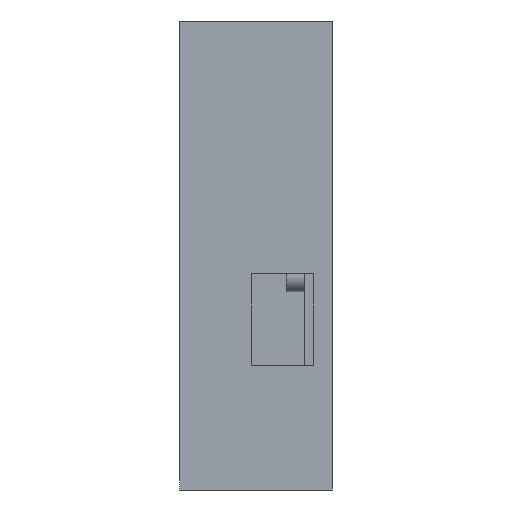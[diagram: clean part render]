
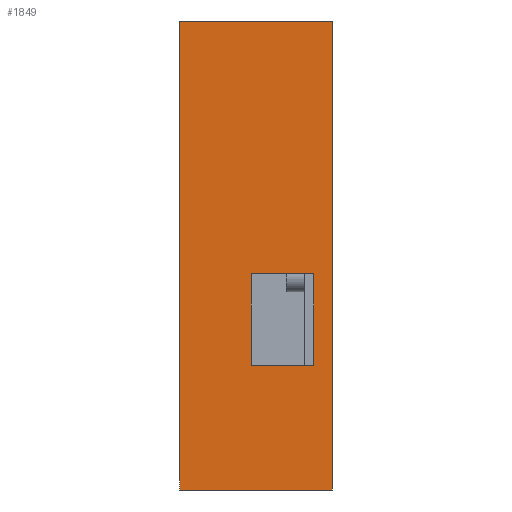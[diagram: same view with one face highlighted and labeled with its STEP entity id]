
A CAD part, left-side view. The second image highlights one B-rep face of the part: STEP entity #1849.
In plain terms, the highlighted planar face has unit normal (-1, 0, 0).
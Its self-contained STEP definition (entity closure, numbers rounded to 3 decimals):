
#30 = CARTESIAN_POINT ( 'NONE',  ( -81.97, 17.5, 2.418 ) ) ;
#68 = VECTOR ( 'NONE', #3579, 1000. ) ;
#100 = VERTEX_POINT ( 'NONE', #3675 ) ;
#185 = VERTEX_POINT ( 'NONE', #2728 ) ;
#241 = CARTESIAN_POINT ( 'NONE',  ( -81.97, 4., 2.418 ) ) ;
#269 = EDGE_CURVE ( 'NONE', #1561, #3781, #3928, .T. ) ;
#274 = CARTESIAN_POINT ( 'NONE',  ( -81.97, 193.705, 56.748 ) ) ;
#364 = VERTEX_POINT ( 'NONE', #1464 ) ;
#397 = VERTEX_POINT ( 'NONE', #1882 ) ;
#553 = CARTESIAN_POINT ( 'NONE',  ( -81.97, 193.705, 56.748 ) ) ;
#603 = VECTOR ( 'NONE', #2544, 1000. ) ;
#688 = LINE ( 'NONE', #30, #2437 ) ;
#784 = CARTESIAN_POINT ( 'NONE',  ( -81.97, 4., -16.632 ) ) ;
#787 = DIRECTION ( 'NONE',  ( -1., 0., 0. ) ) ;
#825 = ORIENTED_EDGE ( 'NONE', *, *, #3239, .F. ) ;
#995 = AXIS2_PLACEMENT_3D ( 'NONE', #553, #787, #3985 ) ;
#1037 = VERTEX_POINT ( 'NONE', #2184 ) ;
#1050 = ORIENTED_EDGE ( 'NONE', *, *, #2007, .F. ) ;
#1082 = EDGE_CURVE ( 'NONE', #1037, #397, #3286, .T. ) ;
#1283 = DIRECTION ( 'NONE',  ( 0., -1., 0. ) ) ;
#1464 = CARTESIAN_POINT ( 'NONE',  ( -81.97, 17.5, 2.418 ) ) ;
#1561 = VERTEX_POINT ( 'NONE', #241 ) ;
#1630 = CARTESIAN_POINT ( 'NONE',  ( -81.97, 0., 56.748 ) ) ;
#1722 = ORIENTED_EDGE ( 'NONE', *, *, #3733, .F. ) ;
#1767 = LINE ( 'NONE', #2325, #2965 ) ;
#1814 = CARTESIAN_POINT ( 'NONE',  ( -81.97, 193.705, -44.252 ) ) ;
#1830 = ORIENTED_EDGE ( 'NONE', *, *, #2781, .F. ) ;
#1833 = VECTOR ( 'NONE', #1951, 1000. ) ;
#1849 = ADVANCED_FACE ( 'NONE', ( #3955, #4009 ), #4178, .T. ) ;
#1870 = VERTEX_POINT ( 'NONE', #3925 ) ;
#1882 = CARTESIAN_POINT ( 'NONE',  ( -81.97, 33., -44.252 ) ) ;
#1884 = EDGE_LOOP ( 'NONE', ( #4164, #2121, #3822, #1050 ) ) ;
#1951 = DIRECTION ( 'NONE',  ( 0., 0., -1. ) ) ;
#2007 = EDGE_CURVE ( 'NONE', #185, #1870, #3848, .T. ) ;
#2040 = VECTOR ( 'NONE', #4324, 1000. ) ;
#2093 = EDGE_CURVE ( 'NONE', #1037, #185, #3538, .T. ) ;
#2121 = ORIENTED_EDGE ( 'NONE', *, *, #1082, .T. ) ;
#2122 = LINE ( 'NONE', #1814, #603 ) ;
#2145 = EDGE_LOOP ( 'NONE', ( #1830, #2476, #825, #1722 ) ) ;
#2184 = CARTESIAN_POINT ( 'NONE',  ( -81.97, 33., 56.748 ) ) ;
#2325 = CARTESIAN_POINT ( 'NONE',  ( -81.97, 17.5, -17.382 ) ) ;
#2347 = DIRECTION ( 'NONE',  ( 0., -1., 0. ) ) ;
#2416 = VECTOR ( 'NONE', #2347, 1000. ) ;
#2437 = VECTOR ( 'NONE', #2444, 1000. ) ;
#2444 = DIRECTION ( 'NONE',  ( 0., 1., 0. ) ) ;
#2453 = VECTOR ( 'NONE', #4186, 1000. ) ;
#2476 = ORIENTED_EDGE ( 'NONE', *, *, #269, .T. ) ;
#2544 = DIRECTION ( 'NONE',  ( 0., -1., 0. ) ) ;
#2702 = LINE ( 'NONE', #4360, #1833 ) ;
#2728 = CARTESIAN_POINT ( 'NONE',  ( -81.97, 0., 56.748 ) ) ;
#2781 = EDGE_CURVE ( 'NONE', #1561, #364, #688, .T. ) ;
#2792 = CARTESIAN_POINT ( 'NONE',  ( -81.97, 4., -17.382 ) ) ;
#2965 = VECTOR ( 'NONE', #1283, 1000. ) ;
#3237 = CARTESIAN_POINT ( 'NONE',  ( -81.97, 33., 56.748 ) ) ;
#3239 = EDGE_CURVE ( 'NONE', #100, #3781, #1767, .T. ) ;
#3286 = LINE ( 'NONE', #3237, #68 ) ;
#3538 = LINE ( 'NONE', #274, #2416 ) ;
#3579 = DIRECTION ( 'NONE',  ( 0., 0., -1. ) ) ;
#3675 = CARTESIAN_POINT ( 'NONE',  ( -81.97, 17.5, -17.382 ) ) ;
#3733 = EDGE_CURVE ( 'NONE', #364, #100, #2702, .T. ) ;
#3781 = VERTEX_POINT ( 'NONE', #2792 ) ;
#3822 = ORIENTED_EDGE ( 'NONE', *, *, #4450, .T. ) ;
#3848 = LINE ( 'NONE', #1630, #2040 ) ;
#3925 = CARTESIAN_POINT ( 'NONE',  ( -81.97, 0., -44.252 ) ) ;
#3928 = LINE ( 'NONE', #784, #2453 ) ;
#3955 = FACE_BOUND ( 'NONE', #2145, .T. ) ;
#3985 = DIRECTION ( 'NONE',  ( 0., 0., 1. ) ) ;
#4009 = FACE_OUTER_BOUND ( 'NONE', #1884, .T. ) ;
#4164 = ORIENTED_EDGE ( 'NONE', *, *, #2093, .F. ) ;
#4178 = PLANE ( 'NONE',  #995 ) ;
#4186 = DIRECTION ( 'NONE',  ( 0., 0., -1. ) ) ;
#4324 = DIRECTION ( 'NONE',  ( 0., 0., -1. ) ) ;
#4360 = CARTESIAN_POINT ( 'NONE',  ( -81.97, 17.5, 2.418 ) ) ;
#4450 = EDGE_CURVE ( 'NONE', #397, #1870, #2122, .T. ) ;
